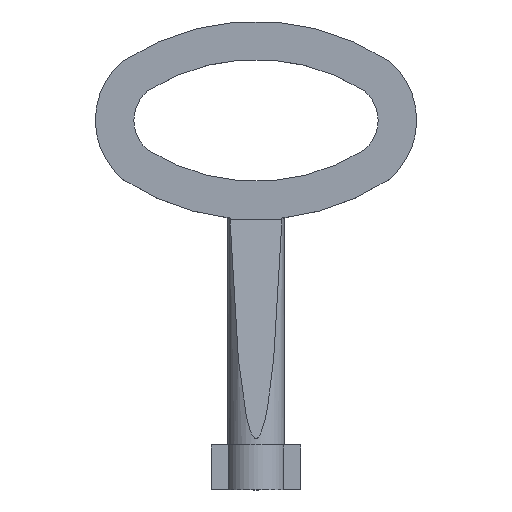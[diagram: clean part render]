
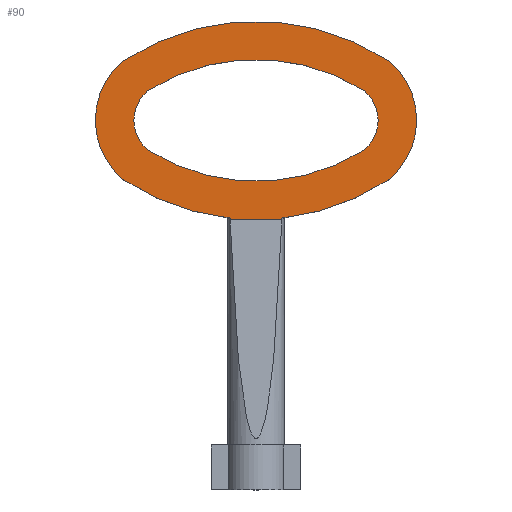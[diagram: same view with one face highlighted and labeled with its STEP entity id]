
A CAD part, top view. The second image highlights one B-rep face of the part: STEP entity #90.
In plain terms, the highlighted planar face has unit normal (0, 0, 1).
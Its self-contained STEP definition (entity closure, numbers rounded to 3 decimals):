
#90 = ADVANCED_FACE( '', ( #182, #183 ), #184, .T. );
#182 = FACE_OUTER_BOUND( '', #273, .T. );
#183 = FACE_BOUND( '', #274, .T. );
#184 = PLANE( '', #275 );
#273 = EDGE_LOOP( '', ( #463, #464, #465, #466, #467, #468, #469, #470 ) );
#274 = EDGE_LOOP( '', ( #471, #472, #473, #474 ) );
#275 = AXIS2_PLACEMENT_3D( '', #475, #476, #477 );
#463 = ORIENTED_EDGE( '', *, *, #587, .T. );
#464 = ORIENTED_EDGE( '', *, *, #598, .T. );
#465 = ORIENTED_EDGE( '', *, *, #596, .F. );
#466 = ORIENTED_EDGE( '', *, *, #602, .T. );
#467 = ORIENTED_EDGE( '', *, *, #604, .T. );
#468 = ORIENTED_EDGE( '', *, *, #560, .T. );
#469 = ORIENTED_EDGE( '', *, *, #542, .T. );
#470 = ORIENTED_EDGE( '', *, *, #605, .T. );
#471 = ORIENTED_EDGE( '', *, *, #564, .F. );
#472 = ORIENTED_EDGE( '', *, *, #551, .F. );
#473 = ORIENTED_EDGE( '', *, *, #581, .F. );
#474 = ORIENTED_EDGE( '', *, *, #537, .F. );
#475 = CARTESIAN_POINT( '', ( -6.5, 68.534, 1.75 ) );
#476 = DIRECTION( '', ( 0., 0., 1. ) );
#477 = DIRECTION( '', ( 1., 0., 0. ) );
#537 = EDGE_CURVE( '', #636, #638, #639, .T. );
#542 = EDGE_CURVE( '', #647, #645, #648, .T. );
#551 = EDGE_CURVE( '', #660, #662, #663, .T. );
#560 = EDGE_CURVE( '', #676, #647, #677, .T. );
#564 = EDGE_CURVE( '', #662, #636, #681, .T. );
#581 = EDGE_CURVE( '', #638, #660, #705, .T. );
#587 = EDGE_CURVE( '', #714, #712, #715, .T. );
#596 = EDGE_CURVE( '', #724, #723, #726, .T. );
#598 = EDGE_CURVE( '', #712, #723, #728, .T. );
#602 = EDGE_CURVE( '', #724, #732, #734, .F. );
#604 = EDGE_CURVE( '', #732, #676, #736, .T. );
#605 = EDGE_CURVE( '', #645, #714, #737, .T. );
#636 = VERTEX_POINT( '', #774 );
#638 = VERTEX_POINT( '', #777 );
#639 = CIRCLE( '', #778, 31.5 );
#645 = VERTEX_POINT( '', #785 );
#647 = VERTEX_POINT( '', #788 );
#648 = CIRCLE( '', #789, 37.5 );
#660 = VERTEX_POINT( '', #805 );
#662 = VERTEX_POINT( '', #808 );
#663 = CIRCLE( '', #809, 31.5 );
#676 = VERTEX_POINT( '', #824 );
#677 = CIRCLE( '', #825, 12. );
#681 = CIRCLE( '', #830, 6. );
#705 = CIRCLE( '', #862, 6. );
#712 = VERTEX_POINT( '', #870 );
#714 = VERTEX_POINT( '', #881 );
#715 = CIRCLE( '', #882, 37.5 );
#723 = VERTEX_POINT( '', #893 );
#724 = VERTEX_POINT( '', #894 );
#726 = LINE( '', #896, #897 );
#728 = LINE( '', #899, #900 );
#732 = VERTEX_POINT( '', #906 );
#734 = LINE( '', #917, #918 );
#736 = CIRCLE( '', #920, 37.5 );
#737 = CIRCLE( '', #921, 12. );
#774 = CARTESIAN_POINT( '', ( -16.857, 52.904, 1.75 ) );
#777 = CARTESIAN_POINT( '', ( 16.857, 52.904, 1.75 ) );
#778 = AXIS2_PLACEMENT_3D( '', #948, #949, #950 );
#785 = CARTESIAN_POINT( '', ( -20.713, 66.693, 1.75 ) );
#788 = CARTESIAN_POINT( '', ( 20.713, 66.693, 1.75 ) );
#789 = AXIS2_PLACEMENT_3D( '', #956, #957, #958 );
#805 = CARTESIAN_POINT( '', ( 16.857, 62.096, 1.75 ) );
#808 = CARTESIAN_POINT( '', ( -16.857, 62.096, 1.75 ) );
#809 = AXIS2_PLACEMENT_3D( '', #967, #968, #969 );
#824 = CARTESIAN_POINT( '', ( 20.713, 48.307, 1.75 ) );
#825 = AXIS2_PLACEMENT_3D( '', #981, #982, #983 );
#830 = AXIS2_PLACEMENT_3D( '', #988, #989, #990 );
#862 = AXIS2_PLACEMENT_3D( '', #1011, #1012, #1013 );
#870 = CARTESIAN_POINT( '', ( -4.037, 42.286, 1.75 ) );
#881 = CARTESIAN_POINT( '', ( -20.713, 48.307, 1.75 ) );
#882 = AXIS2_PLACEMENT_3D( '', #1018, #1019, #1020 );
#893 = CARTESIAN_POINT( '', ( -4.037, 42., 1.75 ) );
#894 = CARTESIAN_POINT( '', ( 4.037, 42., 1.75 ) );
#896 = CARTESIAN_POINT( '', ( 30., 42., 1.75 ) );
#897 = VECTOR( '', #1027, 1000. );
#899 = CARTESIAN_POINT( '', ( -4.037, 7., 1.75 ) );
#900 = VECTOR( '', #1028, 1000. );
#906 = CARTESIAN_POINT( '', ( 4.037, 42.286, 1.75 ) );
#917 = CARTESIAN_POINT( '', ( 4.037, 7., 1.75 ) );
#918 = VECTOR( '', #1031, 1000. );
#920 = AXIS2_PLACEMENT_3D( '', #1032, #1033, #1034 );
#921 = AXIS2_PLACEMENT_3D( '', #1035, #1036, #1037 );
#948 = CARTESIAN_POINT( '', ( 0., 79.514, 1.75 ) );
#949 = DIRECTION( '', ( 0., 0., 1. ) );
#950 = DIRECTION( '', ( 1., 0., 0. ) );
#956 = CARTESIAN_POINT( '', ( 0., 35.432, 1.75 ) );
#957 = DIRECTION( '', ( 0., 0., 1. ) );
#958 = DIRECTION( '', ( 1., 0., 0. ) );
#967 = CARTESIAN_POINT( '', ( 0., 35.486, 1.75 ) );
#968 = DIRECTION( '', ( 0., 0., 1. ) );
#969 = DIRECTION( '', ( 1., 0., 0. ) );
#981 = CARTESIAN_POINT( '', ( 13., 57.5, 1.75 ) );
#982 = DIRECTION( '', ( 0., 0., 1. ) );
#983 = DIRECTION( '', ( 1., 0., 0. ) );
#988 = CARTESIAN_POINT( '', ( -13., 57.5, 1.75 ) );
#989 = DIRECTION( '', ( 0., 0., 1. ) );
#990 = DIRECTION( '', ( 1., 0., 0. ) );
#1011 = CARTESIAN_POINT( '', ( 13., 57.5, 1.75 ) );
#1012 = DIRECTION( '', ( 0., 0., 1. ) );
#1013 = DIRECTION( '', ( 1., 0., 0. ) );
#1018 = CARTESIAN_POINT( '', ( 0., 79.568, 1.75 ) );
#1019 = DIRECTION( '', ( 0., 0., 1. ) );
#1020 = DIRECTION( '', ( 1., 0., 0. ) );
#1027 = DIRECTION( '', ( -1., 0., 0. ) );
#1028 = DIRECTION( '', ( 0., -1., 0. ) );
#1031 = DIRECTION( '', ( 0., -1., 0. ) );
#1032 = CARTESIAN_POINT( '', ( 0., 79.568, 1.75 ) );
#1033 = DIRECTION( '', ( 0., 0., 1. ) );
#1034 = DIRECTION( '', ( 1., 0., 0. ) );
#1035 = CARTESIAN_POINT( '', ( -13., 57.5, 1.75 ) );
#1036 = DIRECTION( '', ( 0., 0., 1. ) );
#1037 = DIRECTION( '', ( 1., 0., 0. ) );
